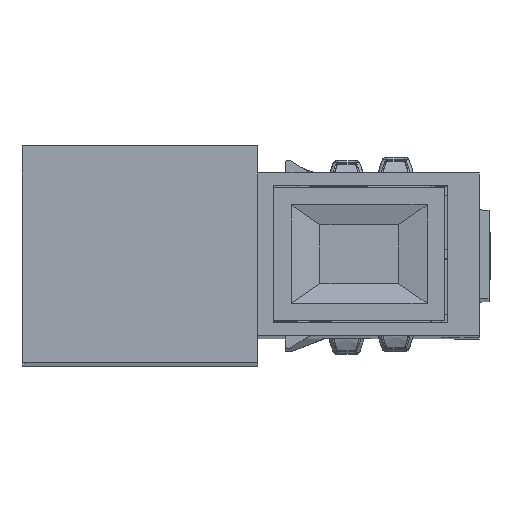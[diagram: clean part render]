
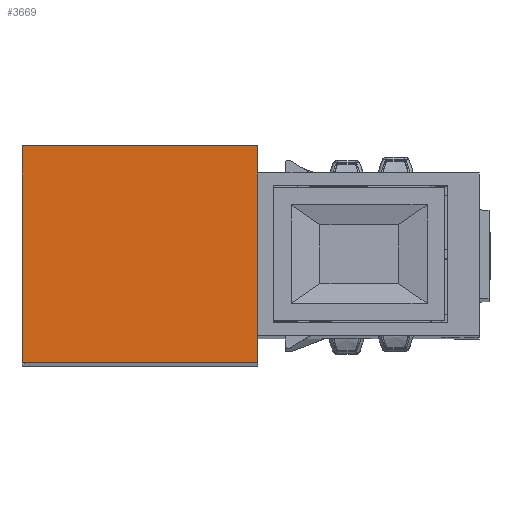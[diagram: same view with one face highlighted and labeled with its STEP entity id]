
A CAD part, top view. The second image highlights one B-rep face of the part: STEP entity #3669.
In plain terms, the highlighted planar face has unit normal (0, 0, 1).
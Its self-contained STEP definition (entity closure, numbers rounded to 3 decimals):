
#168=DIRECTION('',(1.,0.,0.));
#169=VECTOR('',#168,24.);
#170=CARTESIAN_POINT('',(0.,11.,110.));
#171=LINE('',#170,#169);
#172=DIRECTION('',(0.,-1.,0.));
#173=VECTOR('',#172,22.);
#174=CARTESIAN_POINT('',(24.,11.,110.));
#175=LINE('',#174,#173);
#176=DIRECTION('',(-1.,0.,0.));
#177=VECTOR('',#176,24.);
#178=CARTESIAN_POINT('',(24.,-11.,110.));
#179=LINE('',#178,#177);
#180=DIRECTION('',(0.,1.,0.));
#181=VECTOR('',#180,22.);
#182=CARTESIAN_POINT('',(0.,-11.,110.));
#183=LINE('',#182,#181);
#2461=CARTESIAN_POINT('',(0.,11.,110.));
#2462=CARTESIAN_POINT('',(24.,11.,110.));
#2463=VERTEX_POINT('',#2461);
#2464=VERTEX_POINT('',#2462);
#2465=CARTESIAN_POINT('',(24.,-11.,110.));
#2466=VERTEX_POINT('',#2465);
#2467=CARTESIAN_POINT('',(0.,-11.,110.));
#2468=VERTEX_POINT('',#2467);
#3656=CARTESIAN_POINT('',(0.,0.,110.));
#3657=DIRECTION('',(0.,0.,-1.));
#3658=DIRECTION('',(0.,-1.,0.));
#3659=AXIS2_PLACEMENT_3D('',#3656,#3657,#3658);
#3660=PLANE('',#3659);
#3661=ORIENTED_EDGE('',*,*,#3292,.T.);
#3663=ORIENTED_EDGE('',*,*,#3662,.T.);
#3665=ORIENTED_EDGE('',*,*,#3664,.T.);
#3666=ORIENTED_EDGE('',*,*,#3631,.T.);
#3667=EDGE_LOOP('',(#3661,#3663,#3665,#3666));
#3668=FACE_OUTER_BOUND('',#3667,.F.);
#3292=EDGE_CURVE('',#2463,#2464,#171,.T.);
#3631=EDGE_CURVE('',#2468,#2463,#183,.T.);
#3662=EDGE_CURVE('',#2464,#2466,#175,.T.);
#3664=EDGE_CURVE('',#2466,#2468,#179,.T.);
#3669=ADVANCED_FACE('',(#3668),#3660,.F.);
